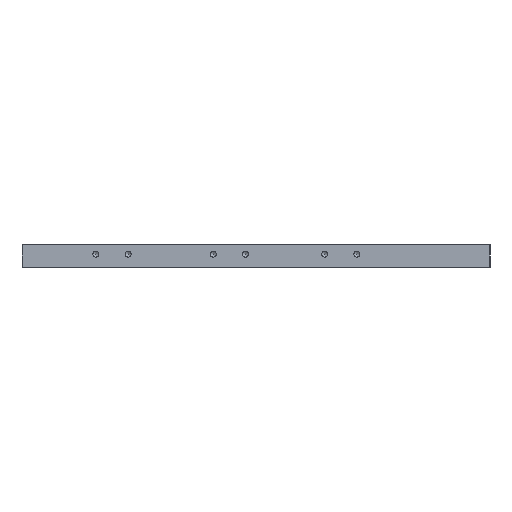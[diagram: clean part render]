
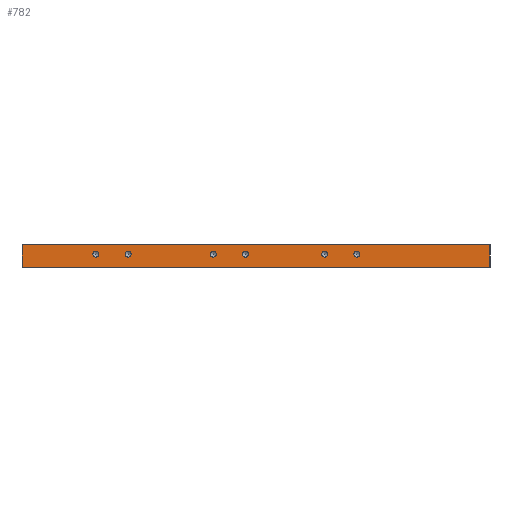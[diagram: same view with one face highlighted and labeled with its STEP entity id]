
A CAD part, left-side view. The second image highlights one B-rep face of the part: STEP entity #782.
In plain terms, the highlighted planar face has unit normal (-1, 0, 0).
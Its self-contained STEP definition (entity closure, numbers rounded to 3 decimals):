
#782=ADVANCED_FACE('',(#2884,#2886,#2888,#2890,#2892,#2894,#2896),#2898,.F.);
#2884=FACE_BOUND('',#2885,.T.);
#2885=EDGE_LOOP('',(#4217,#4218,#4219,#4220));
#2886=FACE_BOUND('',#2887,.T.);
#2887=EDGE_LOOP('',(#4221));
#2888=FACE_BOUND('',#2889,.T.);
#2889=EDGE_LOOP('',(#4222));
#2890=FACE_BOUND('',#2891,.T.);
#2891=EDGE_LOOP('',(#4223));
#2892=FACE_BOUND('',#2893,.T.);
#2893=EDGE_LOOP('',(#4224));
#2894=FACE_BOUND('',#2895,.T.);
#2895=EDGE_LOOP('',(#4225));
#2896=FACE_BOUND('',#2897,.T.);
#2897=EDGE_LOOP('',(#4226));
#2898=PLANE('',#2899);
#2899=AXIS2_PLACEMENT_3D('',#2900,#2901,#2902);
#2900=CARTESIAN_POINT('',(0.,0.,6.));
#2901=DIRECTION('',(1.,0.,0.));
#2902=DIRECTION('',(0.,0.,-1.));
#4217=ORIENTED_EDGE('',*,*,#5127,.T.);
#4218=ORIENTED_EDGE('',*,*,#5130,.F.);
#4219=ORIENTED_EDGE('',*,*,#5059,.F.);
#4220=ORIENTED_EDGE('',*,*,#5120,.T.);
#4221=ORIENTED_EDGE('',*,*,#4912,.F.);
#4222=ORIENTED_EDGE('',*,*,#4914,.F.);
#4223=ORIENTED_EDGE('',*,*,#4916,.F.);
#4224=ORIENTED_EDGE('',*,*,#4918,.F.);
#4225=ORIENTED_EDGE('',*,*,#4920,.F.);
#4226=ORIENTED_EDGE('',*,*,#4922,.F.);
#4912=EDGE_CURVE('',#5458,#5458,#5459,.T.);
#4914=EDGE_CURVE('',#5462,#5462,#5463,.T.);
#4916=EDGE_CURVE('',#5466,#5466,#5467,.T.);
#4918=EDGE_CURVE('',#5470,#5470,#5471,.T.);
#4920=EDGE_CURVE('',#5474,#5474,#5475,.T.);
#4922=EDGE_CURVE('',#5478,#5478,#5479,.T.);
#5059=EDGE_CURVE('',#5751,#5753,#5754,.T.);
#5120=EDGE_CURVE('',#5751,#5871,#5873,.T.);
#5127=EDGE_CURVE('',#5871,#5884,#5885,.T.);
#5130=EDGE_CURVE('',#5753,#5884,#5889,.T.);
#5458=VERTEX_POINT('',#6555);
#5459=CIRCLE('',#6556,0.8);
#5462=VERTEX_POINT('',#6666);
#5463=CIRCLE('',#6667,0.8);
#5466=VERTEX_POINT('',#6777);
#5467=CIRCLE('',#6778,0.8);
#5470=VERTEX_POINT('',#6888);
#5471=CIRCLE('',#6889,0.8);
#5474=VERTEX_POINT('',#6999);
#5475=CIRCLE('',#7000,0.8);
#5478=VERTEX_POINT('',#7110);
#5479=CIRCLE('',#7111,0.8);
#5751=VERTEX_POINT('',#7764);
#5753=VERTEX_POINT('',#7768);
#5754=LINE('',#7769,#7770);
#5871=VERTEX_POINT('',#8027);
#5873=LINE('',#8031,#8032);
#5884=VERTEX_POINT('',#8056);
#5885=LINE('',#8057,#8058);
#5889=LINE('',#8067,#8068);
#6555=CARTESIAN_POINT('',(0.,44.1,4.3));
#6556=AXIS2_PLACEMENT_3D('',#6557,#6558,#6559);
#6557=CARTESIAN_POINT('',(0.,44.1,3.5));
#6558=DIRECTION('',(-1.,0.,0.));
#6559=DIRECTION('',(0.,0.,-1.));
#6666=CARTESIAN_POINT('',(0.,35.5,4.3));
#6667=AXIS2_PLACEMENT_3D('',#6668,#6669,#6670);
#6668=CARTESIAN_POINT('',(0.,35.5,3.5));
#6669=DIRECTION('',(-1.,0.,0.));
#6670=DIRECTION('',(0.,0.,-1.));
#6777=CARTESIAN_POINT('',(0.,65.2,4.3));
#6778=AXIS2_PLACEMENT_3D('',#6779,#6780,#6781);
#6779=CARTESIAN_POINT('',(0.,65.2,3.5));
#6780=DIRECTION('',(-1.,0.,0.));
#6781=DIRECTION('',(0.,0.,-1.));
#6888=CARTESIAN_POINT('',(0.,73.8,4.3));
#6889=AXIS2_PLACEMENT_3D('',#6890,#6891,#6892);
#6890=CARTESIAN_POINT('',(0.,73.8,3.5));
#6891=DIRECTION('',(-1.,0.,0.));
#6892=DIRECTION('',(0.,0.,-1.));
#6999=CARTESIAN_POINT('',(0.,96.5,4.3));
#7000=AXIS2_PLACEMENT_3D('',#7001,#7002,#7003);
#7001=CARTESIAN_POINT('',(0.,96.5,3.5));
#7002=DIRECTION('',(-1.,0.,0.));
#7003=DIRECTION('',(0.,0.,-1.));
#7110=CARTESIAN_POINT('',(0.,105.1,4.3));
#7111=AXIS2_PLACEMENT_3D('',#7112,#7113,#7114);
#7112=CARTESIAN_POINT('',(0.,105.1,3.5));
#7113=DIRECTION('',(-1.,0.,0.));
#7114=DIRECTION('',(0.,0.,-1.));
#7764=CARTESIAN_POINT('',(0.,124.8,6.));
#7768=CARTESIAN_POINT('',(0.,0.,6.));
#7769=CARTESIAN_POINT('',(0.,124.8,6.));
#7770=VECTOR('',#7771,1.);
#7771=DIRECTION('',(0.,-1.,0.));
#8027=CARTESIAN_POINT('',(0.,124.8,0.));
#8031=CARTESIAN_POINT('',(0.,124.8,6.));
#8032=VECTOR('',#8033,1.);
#8033=DIRECTION('',(0.,0.,-1.));
#8056=CARTESIAN_POINT('',(0.,0.,0.));
#8057=CARTESIAN_POINT('',(0.,124.8,0.));
#8058=VECTOR('',#8059,1.);
#8059=DIRECTION('',(0.,-1.,0.));
#8067=CARTESIAN_POINT('',(0.,0.,6.));
#8068=VECTOR('',#8069,1.);
#8069=DIRECTION('',(0.,0.,-1.));
